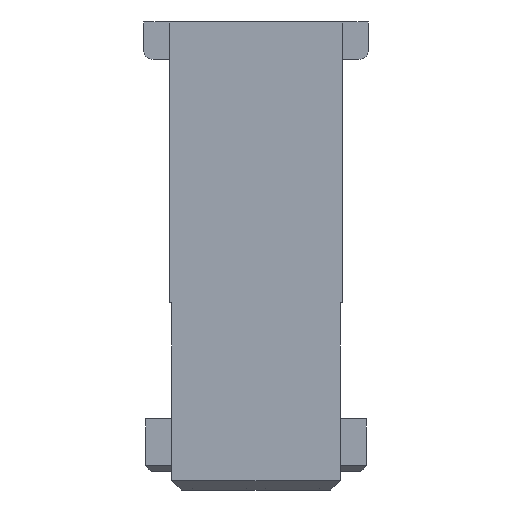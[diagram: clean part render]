
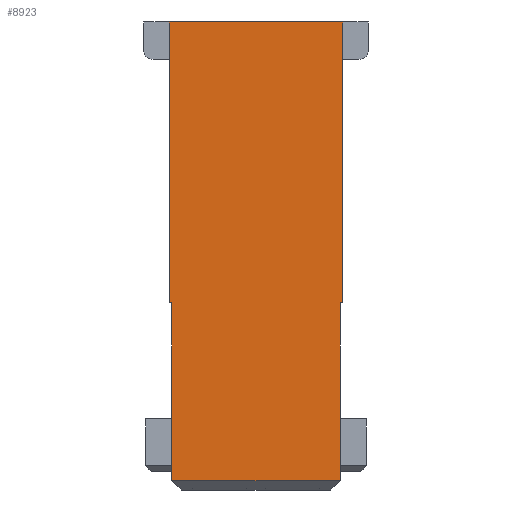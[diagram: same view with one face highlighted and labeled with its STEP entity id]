
A CAD part, left-side view. The second image highlights one B-rep face of the part: STEP entity #8923.
In plain terms, the highlighted planar face has unit normal (-1, 0, 0).
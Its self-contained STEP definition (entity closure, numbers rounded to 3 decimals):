
#2068=ORIENTED_EDGE('',*,*,#2655,.T.);
#2069=ORIENTED_EDGE('',*,*,#3573,.T.);
#2070=ORIENTED_EDGE('',*,*,#3785,.T.);
#2071=ORIENTED_EDGE('',*,*,#3778,.T.);
#2072=ORIENTED_EDGE('',*,*,#2713,.T.);
#2073=ORIENTED_EDGE('',*,*,#3786,.T.);
#2074=ORIENTED_EDGE('',*,*,#2852,.T.);
#2075=ORIENTED_EDGE('',*,*,#3784,.T.);
#2655=EDGE_CURVE('',#3924,#3923,#4751,.T.);
#2713=EDGE_CURVE('',#3977,#3976,#4807,.T.);
#2852=EDGE_CURVE('',#4061,#4060,#4924,.T.);
#3573=EDGE_CURVE('',#3923,#4567,#5627,.T.);
#3778=EDGE_CURVE('',#4672,#3977,#5832,.T.);
#3784=EDGE_CURVE('',#4060,#3924,#5838,.T.);
#3785=EDGE_CURVE('',#4567,#4672,#5839,.T.);
#3786=EDGE_CURVE('',#3976,#4061,#5840,.T.);
#3923=VERTEX_POINT('',#11783);
#3924=VERTEX_POINT('',#11785);
#3976=VERTEX_POINT('',#11900);
#3977=VERTEX_POINT('',#11902);
#4060=VERTEX_POINT('',#12179);
#4061=VERTEX_POINT('',#12181);
#4567=VERTEX_POINT('',#13655);
#4672=VERTEX_POINT('',#14032);
#4751=LINE('',#11784,#5975);
#4807=LINE('',#11901,#6031);
#4924=LINE('',#12180,#6148);
#5627=LINE('',#13656,#6851);
#5832=LINE('',#14031,#7056);
#5838=LINE('',#14041,#7062);
#5839=LINE('',#14043,#7063);
#5840=LINE('',#14044,#7064);
#5975=VECTOR('',#9538,1000.);
#6031=VECTOR('',#9610,1000.);
#6148=VECTOR('',#9883,1000.);
#6851=VECTOR('',#11118,1000.);
#7056=VECTOR('',#11455,1000.);
#7062=VECTOR('',#11467,1000.);
#7063=VECTOR('',#11470,1000.);
#7064=VECTOR('',#11471,1000.);
#7560=EDGE_LOOP('',(#2068,#2069,#2070,#2071,#2072,#2073,#2074,#2075));
#8032=FACE_BOUND('',#7560,.T.);
#8473=PLANE('',#9431);
#8923=ADVANCED_FACE('',(#8032),#8473,.T.);
#9431=AXIS2_PLACEMENT_3D('',#14042,#11468,#11469);
#9538=DIRECTION('',(0.,0.,-1.));
#9610=DIRECTION('',(0.,0.,1.));
#9883=DIRECTION('',(0.,0.,-1.));
#11118=DIRECTION('',(0.,-1.,0.));
#11455=DIRECTION('',(0.,-1.,0.));
#11467=DIRECTION('',(0.,-1.,0.));
#11468=DIRECTION('',(-1.,0.,0.));
#11469=DIRECTION('',(0.,0.,1.));
#11470=DIRECTION('',(0.,0.,1.));
#11471=DIRECTION('',(0.,1.,0.));
#11783=CARTESIAN_POINT('',(-15.,4.5,-12.));
#11784=CARTESIAN_POINT('',(-15.,4.5,-2.5));
#11785=CARTESIAN_POINT('',(-15.,4.5,-2.5));
#11900=CARTESIAN_POINT('',(-15.,-4.625,12.5));
#11901=CARTESIAN_POINT('',(-15.,-4.625,12.5));
#11902=CARTESIAN_POINT('',(-15.,-4.625,-2.5));
#12179=CARTESIAN_POINT('',(-15.,4.625,-2.5));
#12180=CARTESIAN_POINT('',(-15.,4.625,12.5));
#12181=CARTESIAN_POINT('',(-15.,4.625,12.5));
#13655=CARTESIAN_POINT('',(-15.,-4.5,-12.));
#13656=CARTESIAN_POINT('',(-15.,-4.5,-12.));
#14031=CARTESIAN_POINT('',(-15.,-4.625,-2.5));
#14032=CARTESIAN_POINT('',(-15.,-4.5,-2.5));
#14041=CARTESIAN_POINT('',(-15.,4.625,-2.5));
#14042=CARTESIAN_POINT('',(-15.,0.,0.));
#14043=CARTESIAN_POINT('',(-15.,-4.5,-2.5));
#14044=CARTESIAN_POINT('',(-15.,4.625,12.5));
